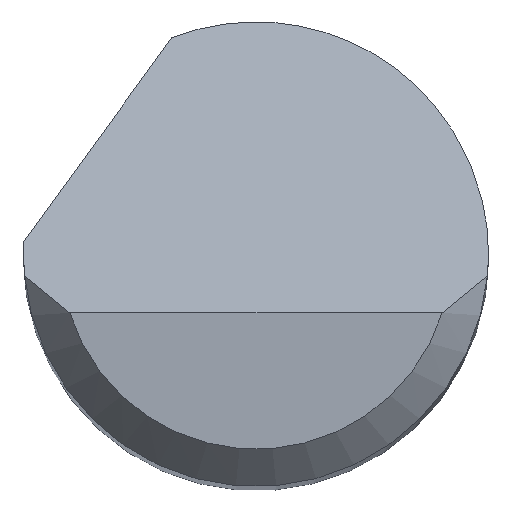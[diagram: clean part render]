
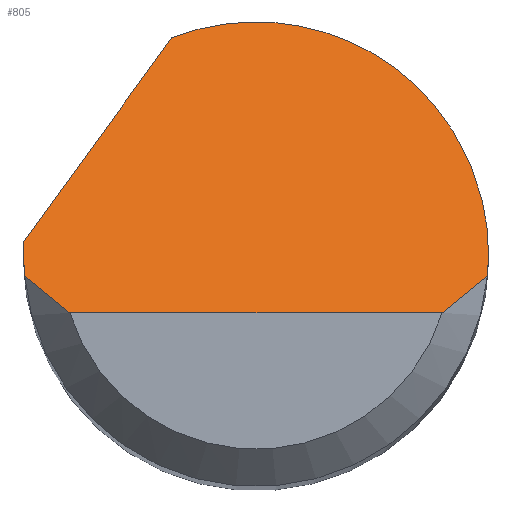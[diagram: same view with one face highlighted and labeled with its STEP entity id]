
A CAD part, top view. The second image highlights one B-rep face of the part: STEP entity #805.
In plain terms, the highlighted planar face has unit normal (0, 0.707, 0.707).
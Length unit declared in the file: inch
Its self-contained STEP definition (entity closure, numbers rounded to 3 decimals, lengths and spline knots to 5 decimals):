
#5 = AXIS2_PLACEMENT_3D ( 'NONE', #289, #82, #220 ) ;
#6 = VECTOR ( 'NONE', #532, 39.37008 ) ;
#10 = ORIENTED_EDGE ( 'NONE', *, *, #483, .T. ) ;
#15 = CARTESIAN_POINT ( 'NONE',  ( -0.09334, -0.00875, 1.485 ) ) ;
#17 = CARTESIAN_POINT ( 'NONE',  ( -0.09334, -0.00875, 1.485 ) ) ;
#30 =( BOUNDED_CURVE ( )  B_SPLINE_CURVE ( 3, ( #15, #146, #283, #88 ),
 .UNSPECIFIED., .F., .T. ) 
 B_SPLINE_CURVE_WITH_KNOTS ( ( 4, 4 ),
 ( 4.61892, 4.71239 ),
 .UNSPECIFIED. ) 
 CURVE ( )  GEOMETRIC_REPRESENTATION_ITEM ( )  RATIONAL_B_SPLINE_CURVE ( ( 1., 0.999, 0.999, 1. ) ) 
 REPRESENTATION_ITEM ( '' )  );
#37 = CARTESIAN_POINT ( 'NONE',  ( 0.08157, -0.019, 1.49525 ) ) ;
#45 = LINE ( 'NONE', #659, #6 ) ;
#51 = CARTESIAN_POINT ( 'NONE',  ( 0.07508, -0.02375, 1.5 ) ) ;
#56 = CARTESIAN_POINT ( 'NONE',  ( -0.09375, 0.00167, 1.47458 ) ) ;
#59 = CARTESIAN_POINT ( 'NONE',  ( 0.09375, 0., 1.47625 ) ) ;
#79 = CARTESIAN_POINT ( 'NONE',  ( 0.09334, -0.00875, 1.485 ) ) ;
#82 = DIRECTION ( 'NONE',  ( 0., -0.707, -0.707 ) ) ;
#86 = EDGE_CURVE ( 'NONE', #129, #521, #735, .T. ) ;
#88 = CARTESIAN_POINT ( 'NONE',  ( -0.09375, 0., 1.47625 ) ) ;
#129 = VERTEX_POINT ( 'NONE', #721 ) ;
#146 = CARTESIAN_POINT ( 'NONE',  ( -0.09361, -0.00584, 1.48209 ) ) ;
#152 = CARTESIAN_POINT ( 'NONE',  ( 0.09375, 0., 1.47625 ) ) ;
#177 = ORIENTED_EDGE ( 'NONE', *, *, #397, .F. ) ;
#201 = EDGE_CURVE ( 'NONE', #461, #326, #209, .T. ) ;
#209 = LINE ( 'NONE', #489, #373 ) ;
#210 = CARTESIAN_POINT ( 'NONE',  ( 0.09334, -0.00875, 1.485 ) ) ;
#211 = CARTESIAN_POINT ( 'NONE',  ( 0.09375, 0.07266, 1.40359 ) ) ;
#220 = DIRECTION ( 'NONE',  ( 0., 0.707, -0.707 ) ) ;
#225 = CARTESIAN_POINT ( 'NONE',  ( -0.09362, 0.005, 1.47125 ) ) ;
#235 = EDGE_CURVE ( 'NONE', #844, #287, #30, .T. ) ;
#277 = CARTESIAN_POINT ( 'NONE',  ( -0.03394, 0.08739, 1.38886 ) ) ;
#283 = CARTESIAN_POINT ( 'NONE',  ( -0.09375, -0.00292, 1.47917 ) ) ;
#287 = VERTEX_POINT ( 'NONE', #400 ) ;
#289 = CARTESIAN_POINT ( 'NONE',  ( -0.09375, -0.02375, 1.5 ) ) ;
#305 = B_SPLINE_CURVE_WITH_KNOTS ( 'NONE', 3,
 ( #51, #37, #587, #618 ),
 .UNSPECIFIED., .F., .F.,
 ( 4, 4 ),
 ( 0., 0.00071 ),
 .UNSPECIFIED. ) ;
#326 = VERTEX_POINT ( 'NONE', #436 ) ;
#342 = ORIENTED_EDGE ( 'NONE', *, *, #577, .T. ) ;
#347 = CARTESIAN_POINT ( 'NONE',  ( -0.07508, -0.02375, 1.5 ) ) ;
#352 = CARTESIAN_POINT ( 'NONE',  ( -0.07508, -0.02375, 1.5 ) ) ;
#355 = PLANE ( 'NONE',  #5 ) ;
#373 = VECTOR ( 'NONE', #768, 39.37008 ) ;
#397 = EDGE_CURVE ( 'NONE', #287, #424, #700, .T. ) ;
#400 = CARTESIAN_POINT ( 'NONE',  ( -0.09375, 0., 1.47625 ) ) ;
#405 = EDGE_LOOP ( 'NONE', ( #706, #342, #604, #516, #529, #177, #470, #10 ) ) ;
#409 = CARTESIAN_POINT ( 'NONE',  ( 0.09361, -0.00584, 1.48209 ) ) ;
#424 = VERTEX_POINT ( 'NONE', #225 ) ;
#436 = CARTESIAN_POINT ( 'NONE',  ( 0.07508, -0.02375, 1.5 ) ) ;
#437 = VERTEX_POINT ( 'NONE', #79 ) ;
#439 = CARTESIAN_POINT ( 'NONE',  ( -0.08157, -0.019, 1.49525 ) ) ;
#442 = CARTESIAN_POINT ( 'NONE',  ( -0.09334, -0.00875, 1.485 ) ) ;
#461 = VERTEX_POINT ( 'NONE', #352 ) ;
#470 = ORIENTED_EDGE ( 'NONE', *, *, #235, .F. ) ;
#474 = CARTESIAN_POINT ( 'NONE',  ( -0.09375, 0., 1.47625 ) ) ;
#482 = CARTESIAN_POINT ( 'NONE',  ( -0.09362, 0.005, 1.47125 ) ) ;
#483 = EDGE_CURVE ( 'NONE', #844, #461, #821, .T. ) ;
#489 = CARTESIAN_POINT ( 'NONE',  ( 0., -0.02375, 1.5 ) ) ;
#516 = ORIENTED_EDGE ( 'NONE', *, *, #86, .F. ) ;
#521 = VERTEX_POINT ( 'NONE', #804 ) ;
#529 = ORIENTED_EDGE ( 'NONE', *, *, #889, .F. ) ;
#532 = DIRECTION ( 'NONE',  ( 0.456, 0.629, -0.629 ) ) ;
#568 = CARTESIAN_POINT ( 'NONE',  ( -0.08761, -0.01397, 1.49022 ) ) ;
#574 = FACE_OUTER_BOUND ( 'NONE', #405, .T. ) ;
#577 = EDGE_CURVE ( 'NONE', #326, #437, #305, .T. ) ;
#587 = CARTESIAN_POINT ( 'NONE',  ( 0.08761, -0.01397, 1.49022 ) ) ;
#604 = ORIENTED_EDGE ( 'NONE', *, *, #664, .F. ) ;
#618 = CARTESIAN_POINT ( 'NONE',  ( 0.09334, -0.00875, 1.485 ) ) ;
#627 = CARTESIAN_POINT ( 'NONE',  ( 0.09375, -0.00292, 1.47917 ) ) ;
#659 = CARTESIAN_POINT ( 'NONE',  ( -0.11014, -0.01781, 1.49406 ) ) ;
#664 = EDGE_CURVE ( 'NONE', #521, #437, #801, .T. ) ;
#684 = CARTESIAN_POINT ( 'NONE',  ( -0.09371, 0.00333, 1.47292 ) ) ;
#700 =( BOUNDED_CURVE ( )  B_SPLINE_CURVE ( 3, ( #474, #56, #684, #482 ),
 .UNSPECIFIED., .F., .T. ) 
 B_SPLINE_CURVE_WITH_KNOTS ( ( 4, 4 ),
 ( 4.71239, 4.76575 ),
 .UNSPECIFIED. ) 
 CURVE ( )  GEOMETRIC_REPRESENTATION_ITEM ( )  RATIONAL_B_SPLINE_CURVE ( ( 1., 1., 1., 1. ) ) 
 REPRESENTATION_ITEM ( '' )  );
#706 = ORIENTED_EDGE ( 'NONE', *, *, #201, .T. ) ;
#721 = CARTESIAN_POINT ( 'NONE',  ( -0.03394, 0.08739, 1.38886 ) ) ;
#735 =( BOUNDED_CURVE ( )  B_SPLINE_CURVE ( 3, ( #277, #831, #211, #152 ),
 .UNSPECIFIED., .F., .T. ) 
 B_SPLINE_CURVE_WITH_KNOTS ( ( 4, 4 ),
 ( 5.91277, 7.85398 ),
 .UNSPECIFIED. ) 
 CURVE ( )  GEOMETRIC_REPRESENTATION_ITEM ( )  RATIONAL_B_SPLINE_CURVE ( ( 1., 0.71, 0.71, 1. ) ) 
 REPRESENTATION_ITEM ( '' )  );
#768 = DIRECTION ( 'NONE',  ( 1., 0., 0. ) ) ;
#801 =( BOUNDED_CURVE ( )  B_SPLINE_CURVE ( 3, ( #59, #627, #409, #210 ),
 .UNSPECIFIED., .F., .T. ) 
 B_SPLINE_CURVE_WITH_KNOTS ( ( 4, 4 ),
 ( 1.5708, 1.66427 ),
 .UNSPECIFIED. ) 
 CURVE ( )  GEOMETRIC_REPRESENTATION_ITEM ( )  RATIONAL_B_SPLINE_CURVE ( ( 1., 0.999, 0.999, 1. ) ) 
 REPRESENTATION_ITEM ( '' )  );
#804 = CARTESIAN_POINT ( 'NONE',  ( 0.09375, 0., 1.47625 ) ) ;
#805 = ADVANCED_FACE ( 'NONE', ( #574 ), #355, .F. ) ;
#821 = B_SPLINE_CURVE_WITH_KNOTS ( 'NONE', 3,
 ( #17, #568, #439, #347 ),
 .UNSPECIFIED., .F., .F.,
 ( 4, 4 ),
 ( 0., 0.00071 ),
 .UNSPECIFIED. ) ;
#831 = CARTESIAN_POINT ( 'NONE',  ( 0.03379, 0.11369, 1.36256 ) ) ;
#844 = VERTEX_POINT ( 'NONE', #442 ) ;
#889 = EDGE_CURVE ( 'NONE', #424, #129, #45, .T. ) ;
